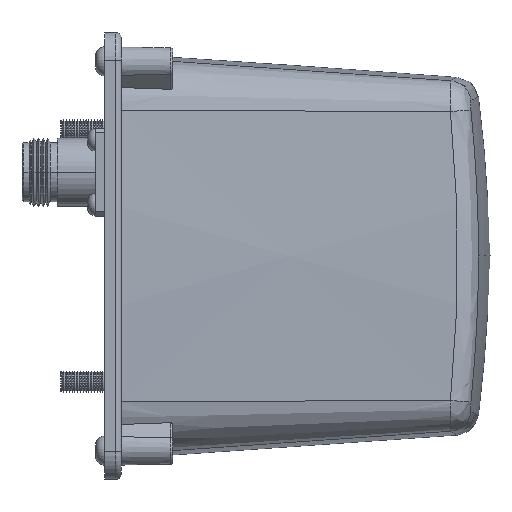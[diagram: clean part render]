
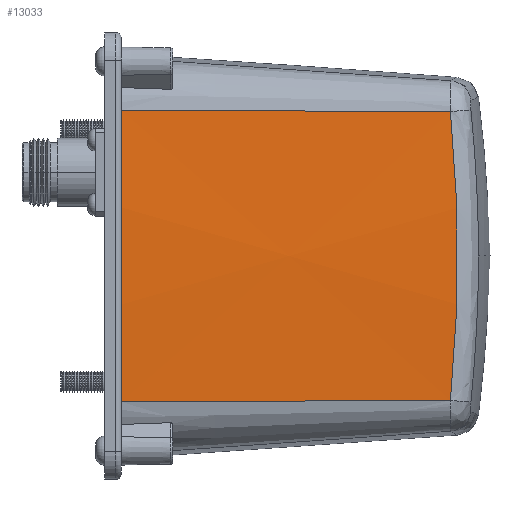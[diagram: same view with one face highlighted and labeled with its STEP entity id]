
A CAD part, left-side view. The second image highlights one B-rep face of the part: STEP entity #13033.
In plain terms, the highlighted conical face has half-angle 4 degrees and reference radius 547.868 mm.
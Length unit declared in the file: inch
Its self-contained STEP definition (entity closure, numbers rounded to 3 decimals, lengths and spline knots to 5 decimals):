
#633 = CARTESIAN_POINT ( 'NONE',  ( -1.59089, -3.13921, -0.86256 ) ) ;
#1050 = ORIENTED_EDGE ( 'NONE', *, *, #23158, .T. ) ;
#2244 = CARTESIAN_POINT ( 'NONE',  ( -1.77351, -0.15, -1.30467 ) ) ;
#2484 = CARTESIAN_POINT ( 'NONE',  ( -1.56788, -3.096, 1.2922 ) ) ;
#3132 = CARTESIAN_POINT ( 'NONE',  ( 19.75661, -0.15, 0. ) ) ;
#3328 = ORIENTED_EDGE ( 'NONE', *, *, #9004, .T. ) ;
#4419 = EDGE_CURVE ( 'NONE', #19062, #8018, #16131, .T. ) ;
#4733 = CARTESIAN_POINT ( 'NONE',  ( -1.77351, -0.15, -1.30467 ) ) ;
#4769 = CARTESIAN_POINT ( 'NONE',  ( -1.77351, -0.15, 1.30467 ) ) ;
#5607 = AXIS2_PLACEMENT_3D ( 'NONE', #3132, #8396, #21368 ) ;
#6141 = CARTESIAN_POINT ( 'NONE',  ( -1.60235, -3.16209, -0.43222 ) ) ;
#6287 = LINE ( 'NONE', #8481, #20290 ) ;
#6301 = CARTESIAN_POINT ( 'NONE',  ( -1.59952, -3.15648, 0.43026 ) ) ;
#6369 = CIRCLE ( 'NONE', #5607, 21.56961 ) ;
#7721 = FACE_OUTER_BOUND ( 'NONE', #16518, .T. ) ;
#8018 = VERTEX_POINT ( 'NONE', #4733 ) ;
#8396 = DIRECTION ( 'NONE',  ( 0., -1., 0. ) ) ;
#8481 = CARTESIAN_POINT ( 'NONE',  ( -1.77351, -0.15, 1.30467 ) ) ;
#9004 = EDGE_CURVE ( 'NONE', #15631, #19005, #6287, .T. ) ;
#9404 = CONICAL_SURFACE ( 'NONE', #17567, 21.56961, 0.07 ) ;
#9473 = CARTESIAN_POINT ( 'NONE',  ( 19.75661, -0.15, 0. ) ) ;
#10965 = DIRECTION ( 'NONE',  ( -0.07, 0.998, -0.004 ) ) ;
#11282 = DIRECTION ( 'NONE',  ( 0., 0., -1. ) ) ;
#11763 = CARTESIAN_POINT ( 'NONE',  ( -1.56788, -3.096, -1.2922 ) ) ;
#13033 = ADVANCED_FACE ( 'NONE', ( #7721 ), #9404, .T. ) ;
#13380 = CARTESIAN_POINT ( 'NONE',  ( -1.58802, -3.13417, 0.862 ) ) ;
#13416 = B_SPLINE_CURVE_WITH_KNOTS ( 'NONE', 3,
 ( #11763, #633, #6141, #20762, #6301, #13380, #13459, #2484 ),
 .UNSPECIFIED., .F., .F.,
 ( 4, 2, 2, 4 ),
 ( 0., 0.03284, 0.04925, 0.06567 ),
 .UNSPECIFIED. ) ;
#13459 = CARTESIAN_POINT ( 'NONE',  ( -1.57939, -3.11761, 1.07735 ) ) ;
#14295 = CARTESIAN_POINT ( 'NONE',  ( -1.56788, -3.096, 1.2922 ) ) ;
#14865 = DIRECTION ( 'NONE',  ( 0., 1., 0. ) ) ;
#15631 = VERTEX_POINT ( 'NONE', #14295 ) ;
#16131 = LINE ( 'NONE', #2244, #23039 ) ;
#16518 = EDGE_LOOP ( 'NONE', ( #17154, #20037, #3328, #1050 ) ) ;
#17154 = ORIENTED_EDGE ( 'NONE', *, *, #4419, .F. ) ;
#17567 = AXIS2_PLACEMENT_3D ( 'NONE', #9473, #14865, #11282 ) ;
#17572 = DIRECTION ( 'NONE',  ( -0.07, 0.998, 0.004 ) ) ;
#19005 = VERTEX_POINT ( 'NONE', #4769 ) ;
#19062 = VERTEX_POINT ( 'NONE', #23715 ) ;
#20037 = ORIENTED_EDGE ( 'NONE', *, *, #22475, .T. ) ;
#20290 = VECTOR ( 'NONE', #17572, 39.37008 ) ;
#20762 = CARTESIAN_POINT ( 'NONE',  ( -1.60238, -3.16215, 0.21445 ) ) ;
#21368 = DIRECTION ( 'NONE',  ( 0., 0., -1. ) ) ;
#22475 = EDGE_CURVE ( 'NONE', #19062, #15631, #13416, .T. ) ;
#23039 = VECTOR ( 'NONE', #10965, 39.37008 ) ;
#23158 = EDGE_CURVE ( 'NONE', #19005, #8018, #6369, .T. ) ;
#23715 = CARTESIAN_POINT ( 'NONE',  ( -1.56788, -3.096, -1.2922 ) ) ;
